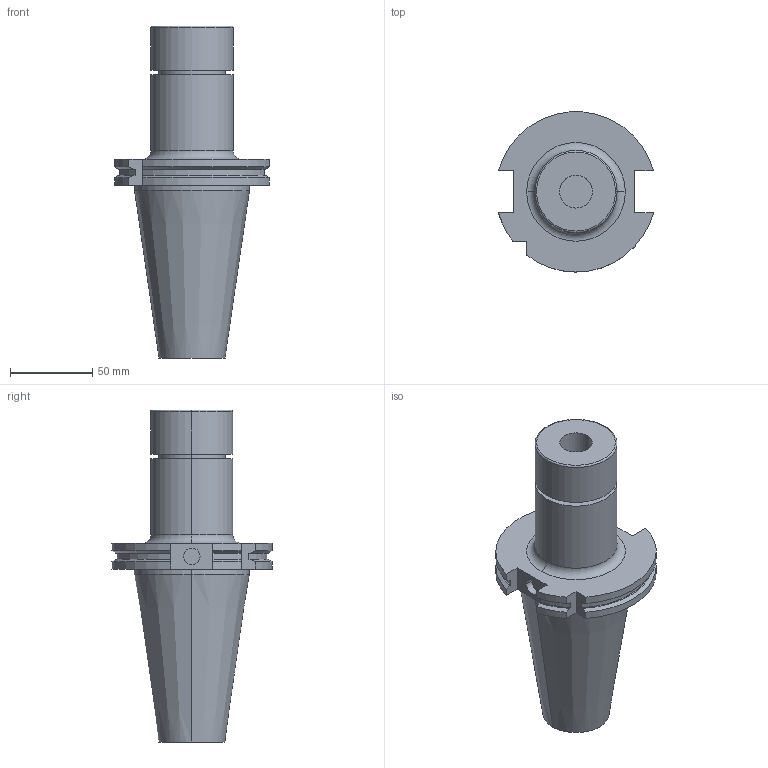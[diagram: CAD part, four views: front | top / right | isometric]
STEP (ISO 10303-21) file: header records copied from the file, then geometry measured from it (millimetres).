
FILE_DESCRIPTION (( 'STEP AP203' ), '1' );
FILE_NAME ('STP-5337-529-032-100-AV.STEP', '2021-09-23T05:49:49', ( '' ), ( '' ), 'SwSTEP 2.0', 'SolidWorks 2017', '' );
FILE_SCHEMA (( 'CONFIG_CONTROL_DESIGN' ));
Length unit declared in the file: millimetre
Products named in the file (1): STP-5337-529-032-100-AV
Bounding box: 94.05 x 97.31 x 201.75 mm (x, y, z)
Volume: 482534.3 mm3; surface area: 56794.5 mm2
Topology: 1 solids, 1 shells, 68 faces, 163 edges, 103 vertices
Faces by surface type: cylinder 27, plane 23, cone 14, torus 4
Entity records: 2062 total; most frequent: CARTESIAN_POINT 369, DIRECTION 359, ORIENTED_EDGE 322, EDGE_CURVE 161, AXIS2_PLACEMENT_3D 141, VERTEX_POINT 103, VECTOR 77, LINE 77
